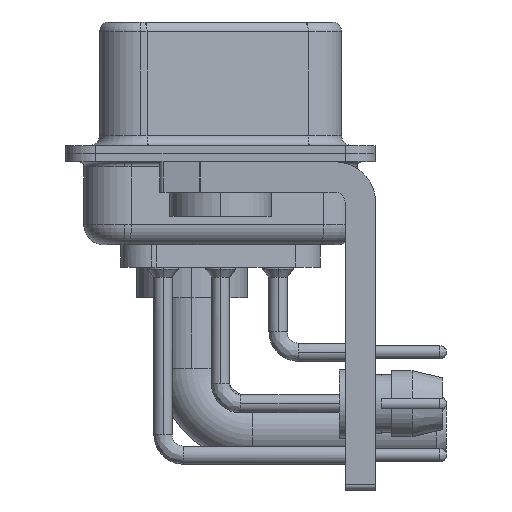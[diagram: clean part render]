
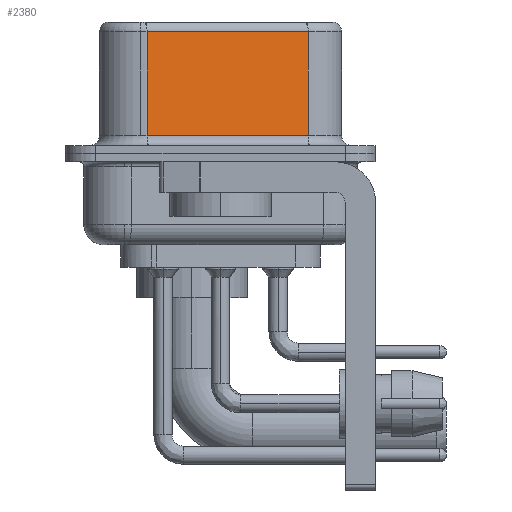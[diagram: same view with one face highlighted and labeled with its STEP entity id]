
A CAD part, left-side view. The second image highlights one B-rep face of the part: STEP entity #2380.
In plain terms, the highlighted planar face has unit normal (-0.985, -0.174, 0).
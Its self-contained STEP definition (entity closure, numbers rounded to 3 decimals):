
#135 = VECTOR ( 'NONE', #13431, 1000. ) ;
#2026 = CARTESIAN_POINT ( 'NONE',  ( 5.132, -4.322, 6.52 ) ) ;
#2217 = DIRECTION ( 'NONE',  ( -0.174, 0.985, 0. ) ) ;
#2274 = VERTEX_POINT ( 'NONE', #38395 ) ;
#2380 = ADVANCED_FACE ( 'NONE', ( #35752 ), #5049, .F. ) ;
#3405 = VECTOR ( 'NONE', #2217, 1000. ) ;
#5049 = PLANE ( 'NONE',  #14256 ) ;
#5450 = LINE ( 'NONE', #9070, #3405 ) ;
#9070 = CARTESIAN_POINT ( 'NONE',  ( 5.132, -4.322, 6.02 ) ) ;
#10464 = VECTOR ( 'NONE', #29819, 1000. ) ;
#11310 = DIRECTION ( 'NONE',  ( 0.985, 0.174, 0. ) ) ;
#12039 = EDGE_LOOP ( 'NONE', ( #31213, #14532, #17037, #23230 ) ) ;
#13378 = EDGE_CURVE ( 'NONE', #20863, #2274, #20940, .T. ) ;
#13431 = DIRECTION ( 'NONE',  ( 0.174, -0.985, 0. ) ) ;
#14256 = AXIS2_PLACEMENT_3D ( 'NONE', #2026, #11310, #35947 ) ;
#14532 = ORIENTED_EDGE ( 'NONE', *, *, #32984, .T. ) ;
#15182 = DIRECTION ( 'NONE',  ( 0., 0., -1. ) ) ;
#15880 = EDGE_CURVE ( 'NONE', #19679, #18188, #36554, .T. ) ;
#17037 = ORIENTED_EDGE ( 'NONE', *, *, #15880, .T. ) ;
#18188 = VERTEX_POINT ( 'NONE', #28401 ) ;
#19556 = EDGE_CURVE ( 'NONE', #18188, #2274, #28021, .T. ) ;
#19679 = VERTEX_POINT ( 'NONE', #31246 ) ;
#20863 = VERTEX_POINT ( 'NONE', #20970 ) ;
#20940 = LINE ( 'NONE', #38687, #10464 ) ;
#20970 = CARTESIAN_POINT ( 'NONE',  ( 5.132, -4.322, 6.02 ) ) ;
#23230 = ORIENTED_EDGE ( 'NONE', *, *, #19556, .T. ) ;
#27744 = VECTOR ( 'NONE', #15182, 1000. ) ;
#28021 = LINE ( 'NONE', #37281, #135 ) ;
#28401 = CARTESIAN_POINT ( 'NONE',  ( 3.73, 3.628, 0.9 ) ) ;
#29819 = DIRECTION ( 'NONE',  ( 0., 0., -1. ) ) ;
#29927 = CARTESIAN_POINT ( 'NONE',  ( 3.73, 3.628, 6.52 ) ) ;
#31213 = ORIENTED_EDGE ( 'NONE', *, *, #13378, .F. ) ;
#31246 = CARTESIAN_POINT ( 'NONE',  ( 3.73, 3.628, 6.02 ) ) ;
#32984 = EDGE_CURVE ( 'NONE', #20863, #19679, #5450, .T. ) ;
#35752 = FACE_OUTER_BOUND ( 'NONE', #12039, .T. ) ;
#35947 = DIRECTION ( 'NONE',  ( -0.174, 0.985, 0. ) ) ;
#36554 = LINE ( 'NONE', #29927, #27744 ) ;
#37281 = CARTESIAN_POINT ( 'NONE',  ( 5.132, -4.322, 0.9 ) ) ;
#38395 = CARTESIAN_POINT ( 'NONE',  ( 5.132, -4.322, 0.9 ) ) ;
#38687 = CARTESIAN_POINT ( 'NONE',  ( 5.132, -4.322, 6.52 ) ) ;
